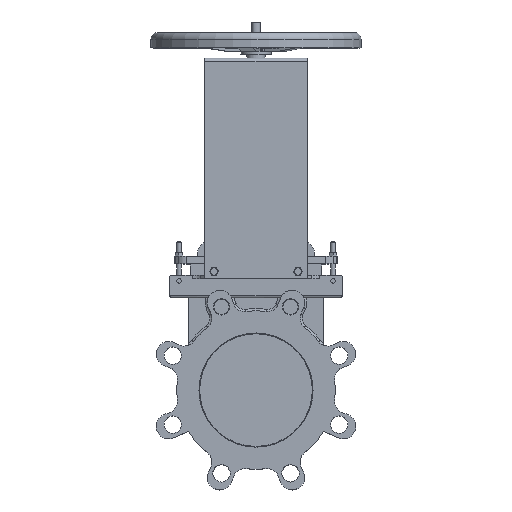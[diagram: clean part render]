
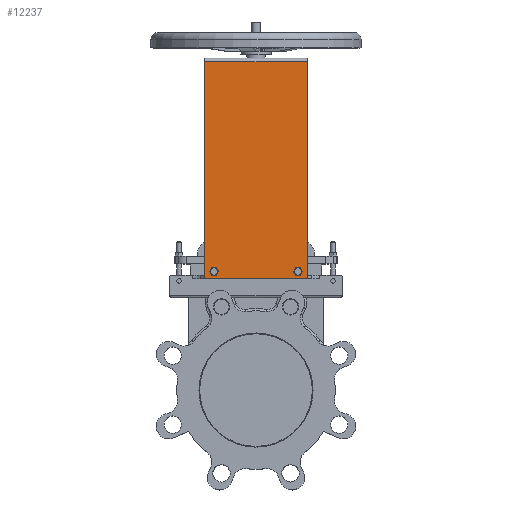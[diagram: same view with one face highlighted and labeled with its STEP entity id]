
A CAD part, top view. The second image highlights one B-rep face of the part: STEP entity #12237.
In plain terms, the highlighted planar face has unit normal (0, 0, 1).
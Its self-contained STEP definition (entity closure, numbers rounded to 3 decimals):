
#618=CIRCLE('',#13143,4.);
#619=CIRCLE('',#13144,4.);
#1120=FACE_BOUND('',#2041,.T.);
#1121=FACE_BOUND('',#2042,.T.);
#1324=FACE_OUTER_BOUND('',#2040,.T.);
#2040=EDGE_LOOP('',(#8226,#8227,#8228,#8229));
#2041=EDGE_LOOP('',(#8230));
#2042=EDGE_LOOP('',(#8231));
#2885=LINE('',#18782,#3790);
#2894=LINE('',#18805,#3799);
#2895=LINE('',#18808,#3800);
#2896=LINE('',#18809,#3801);
#3790=VECTOR('',#14800,10.);
#3799=VECTOR('',#14817,10.);
#3800=VECTOR('',#14820,10.);
#3801=VECTOR('',#14821,10.);
#4976=VERTEX_POINT('',#18779);
#4977=VERTEX_POINT('',#18781);
#4987=VERTEX_POINT('',#18803);
#4988=VERTEX_POINT('',#18807);
#4989=VERTEX_POINT('',#18810);
#4990=VERTEX_POINT('',#18812);
#6198=EDGE_CURVE('',#4976,#4977,#2885,.T.);
#6210=EDGE_CURVE('',#4987,#4976,#2894,.T.);
#6211=EDGE_CURVE('',#4988,#4987,#2895,.T.);
#6212=EDGE_CURVE('',#4977,#4988,#2896,.T.);
#6213=EDGE_CURVE('',#4989,#4989,#618,.T.);
#6214=EDGE_CURVE('',#4990,#4990,#619,.T.);
#8226=ORIENTED_EDGE('',*,*,#6210,.F.);
#8227=ORIENTED_EDGE('',*,*,#6211,.F.);
#8228=ORIENTED_EDGE('',*,*,#6212,.F.);
#8229=ORIENTED_EDGE('',*,*,#6198,.F.);
#8230=ORIENTED_EDGE('',*,*,#6213,.F.);
#8231=ORIENTED_EDGE('',*,*,#6214,.F.);
#11279=PLANE('',#13142);
#12237=ADVANCED_FACE('',(#1324,#1120,#1121),#11279,.F.);
#13142=AXIS2_PLACEMENT_3D('',#18806,#14818,#14819);
#13143=AXIS2_PLACEMENT_3D('',#18811,#14822,#14823);
#13144=AXIS2_PLACEMENT_3D('',#18813,#14824,#14825);
#14800=DIRECTION('',(0.,-1.,0.));
#14817=DIRECTION('',(1.,0.,0.));
#14818=DIRECTION('center_axis',(0.,0.,-1.));
#14819=DIRECTION('ref_axis',(-1.,0.,0.));
#14820=DIRECTION('',(0.,1.,0.));
#14821=DIRECTION('',(-1.,0.,0.));
#14822=DIRECTION('center_axis',(0.,0.,1.));
#14823=DIRECTION('ref_axis',(1.,0.,0.));
#14824=DIRECTION('center_axis',(0.,0.,1.));
#14825=DIRECTION('ref_axis',(1.,0.,0.));
#18779=CARTESIAN_POINT('',(68.144,436.912,31.5));
#18781=CARTESIAN_POINT('',(68.144,148.912,31.5));
#18782=CARTESIAN_POINT('',(68.144,438.912,31.5));
#18803=CARTESIAN_POINT('',(-68.144,436.912,31.5));
#18805=CARTESIAN_POINT('',(0.,436.912,31.5));
#18806=CARTESIAN_POINT('Origin',(0.,293.912,
31.5));
#18807=CARTESIAN_POINT('',(-68.144,148.912,31.5));
#18808=CARTESIAN_POINT('',(-68.144,438.912,31.5));
#18809=CARTESIAN_POINT('',(68.144,148.912,31.5));
#18810=CARTESIAN_POINT('',(-59.837,157.912,31.5));
#18811=CARTESIAN_POINT('Origin',(-55.837,157.912,31.5));
#18812=CARTESIAN_POINT('',(51.837,157.912,31.5));
#18813=CARTESIAN_POINT('Origin',(55.837,157.912,31.5));
